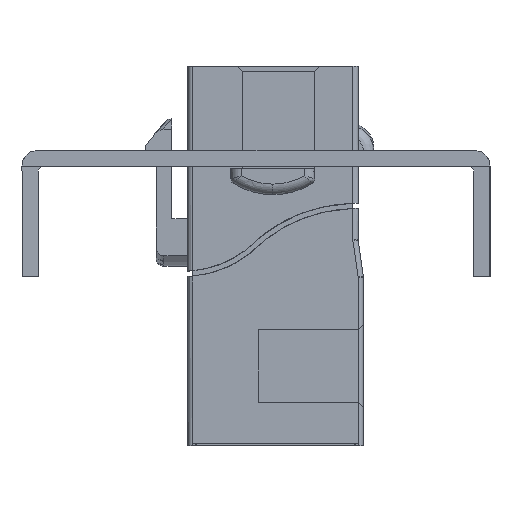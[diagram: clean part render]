
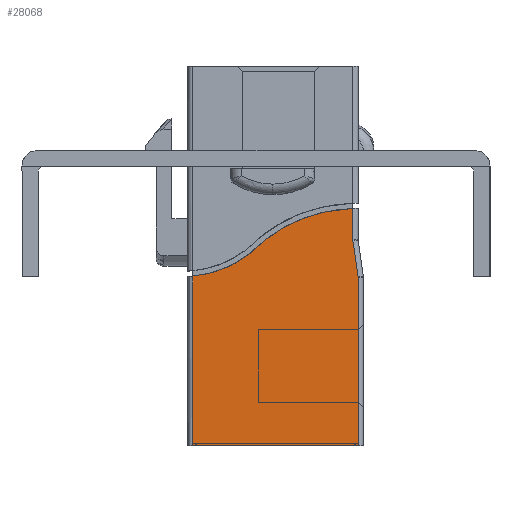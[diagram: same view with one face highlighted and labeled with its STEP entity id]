
A CAD part, left-side view. The second image highlights one B-rep face of the part: STEP entity #28068.
In plain terms, the highlighted planar face has unit normal (-1, 0, 0).
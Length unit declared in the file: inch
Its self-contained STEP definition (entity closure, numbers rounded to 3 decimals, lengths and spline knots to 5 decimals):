
#438 = CARTESIAN_POINT ( 'NONE',  ( -0.2874, 0.00309, 0.08744 ) ) ;
#1644 = CARTESIAN_POINT ( 'NONE',  ( -0.2874, -0.30906, -0.07915 ) ) ;
#1668 = VECTOR ( 'NONE', #9574, 39.37008 ) ;
#2157 = DIRECTION ( 'NONE',  ( 0., 0., -1. ) ) ;
#2753 = CARTESIAN_POINT ( 'NONE',  ( -0.2874, -0.30906, -0.70965 ) ) ;
#3278 = ORIENTED_EDGE ( 'NONE', *, *, #26378, .T. ) ;
#3720 = DIRECTION ( 'NONE',  ( 0., 0., -1. ) ) ;
#3790 = EDGE_CURVE ( 'NONE', #25480, #36724, #6137, .T. ) ;
#4370 = CARTESIAN_POINT ( 'NONE',  ( -0.2874, 0.27455, -0.07058 ) ) ;
#6107 = VECTOR ( 'NONE', #29210, 39.37008 ) ;
#6137 = LINE ( 'NONE', #13523, #42010 ) ;
#6714 = CARTESIAN_POINT ( 'NONE',  ( -0.2874, -0.28937, 0.06144 ) ) ;
#7823 = DIRECTION ( 'NONE',  ( 0., 0., 1. ) ) ;
#7878 = ORIENTED_EDGE ( 'NONE', *, *, #45401, .F. ) ;
#8054 = CARTESIAN_POINT ( 'NONE',  ( -0.2874, 0.06284, 0.03897 ) ) ;
#9574 = DIRECTION ( 'NONE',  ( 0., 0.141, 0.99 ) ) ;
#9736 = ORIENTED_EDGE ( 'NONE', *, *, #36127, .T. ) ;
#10353 = VECTOR ( 'NONE', #3720, 39.37008 ) ;
#11744 = ORIENTED_EDGE ( 'NONE', *, *, #15355, .T. ) ;
#11987 = CARTESIAN_POINT ( 'NONE',  ( -0.2874, 0.30906, -0.07469 ) ) ;
#12397 = VERTEX_POINT ( 'NONE', #2753 ) ;
#12758 = CARTESIAN_POINT ( 'NONE',  ( -0.2874, -0.32874, 0.70965 ) ) ;
#13239 = CARTESIAN_POINT ( 'NONE',  ( -0.2874, 0.30906, -0.70965 ) ) ;
#13523 = CARTESIAN_POINT ( 'NONE',  ( -0.2874, -0.28937, 0.70965 ) ) ;
#13759 = CARTESIAN_POINT ( 'NONE',  ( -0.2874, -0.19902, 0.69111 ) ) ;
#14014 = DIRECTION ( 'NONE',  ( 0., 0., 1. ) ) ;
#14547 = VERTEX_POINT ( 'NONE', #1644 ) ;
#14704 = CARTESIAN_POINT ( 'NONE',  ( -0.2874, -0.28937, 0.17756 ) ) ;
#15355 = EDGE_CURVE ( 'NONE', #31119, #42178, #36781, .T. ) ;
#15444 = CARTESIAN_POINT ( 'NONE',  ( -0.2874, 0.08478, 0.01822 ) ) ;
#15453 = DIRECTION ( 'NONE',  ( -1., 0., 0. ) ) ;
#17935 = CIRCLE ( 'NONE', #45528, 0.03937 ) ;
#19129 = CARTESIAN_POINT ( 'NONE',  ( -0.2874, -0.05586, 0.12275 ) ) ;
#19138 = LINE ( 'NONE', #33980, #24400 ) ;
#19347 = CARTESIAN_POINT ( 'NONE',  ( -0.2874, -0.28937, 0.17756 ) ) ;
#23093 = CARTESIAN_POINT ( 'NONE',  ( -0.2874, 0.04185, 0.05731 ) ) ;
#23343 = DIRECTION ( 'NONE',  ( 0., 0., -1. ) ) ;
#24400 = VECTOR ( 'NONE', #7823, 39.37008 ) ;
#25480 = VERTEX_POINT ( 'NONE', #6714 ) ;
#26378 = EDGE_CURVE ( 'NONE', #42178, #12397, #32909, .T. ) ;
#27493 = CARTESIAN_POINT ( 'NONE',  ( -0.2874, 0.30906, -0.07469 ) ) ;
#28068 = ADVANCED_FACE ( 'NONE', ( #31516 ), #46571, .F. ) ;
#28464 = CARTESIAN_POINT ( 'NONE',  ( -0.2874, -0.32874, -0.70965 ) ) ;
#29124 = CARTESIAN_POINT ( 'NONE',  ( -0.2874, 0.30906, 0.70965 ) ) ;
#29210 = DIRECTION ( 'NONE',  ( 0., -1., 0. ) ) ;
#29756 = CARTESIAN_POINT ( 'NONE',  ( -0.2874, -0.28052, 0.17718 ) ) ;
#30018 = ORIENTED_EDGE ( 'NONE', *, *, #3790, .T. ) ;
#30423 = CARTESIAN_POINT ( 'NONE',  ( -0.2874, -0.28977, 0.05587 ) ) ;
#30489 = CARTESIAN_POINT ( 'NONE',  ( -0.2874, 0.16551, -0.03677 ) ) ;
#31119 = VERTEX_POINT ( 'NONE', #27493 ) ;
#31516 = FACE_OUTER_BOUND ( 'NONE', #38090, .T. ) ;
#32909 = LINE ( 'NONE', #28464, #6107 ) ;
#33838 = EDGE_CURVE ( 'NONE', #12397, #14547, #19138, .T. ) ;
#33980 = CARTESIAN_POINT ( 'NONE',  ( -0.2874, -0.30906, 0.70965 ) ) ;
#34216 = CARTESIAN_POINT ( 'NONE',  ( -0.2874, -0.13319, 0.15358 ) ) ;
#34225 = CARTESIAN_POINT ( 'NONE',  ( -0.2874, -0.32874, 0.06144 ) ) ;
#34799 = ORIENTED_EDGE ( 'NONE', *, *, #33838, .T. ) ;
#35945 = DIRECTION ( 'NONE',  ( 1., 0., 0. ) ) ;
#36027 = ORIENTED_EDGE ( 'NONE', *, *, #44439, .T. ) ;
#36127 = EDGE_CURVE ( 'NONE', #14547, #43326, #47564, .T. ) ;
#36724 = VERTEX_POINT ( 'NONE', #19347 ) ;
#36781 = LINE ( 'NONE', #29124, #10353 ) ;
#37916 = CARTESIAN_POINT ( 'NONE',  ( -0.2874, -0.20331, 0.16953 ) ) ;
#38090 = EDGE_LOOP ( 'NONE', ( #30018, #36027, #11744, #3278, #34799, #9736, #7878 ) ) ;
#38162 = CARTESIAN_POINT ( 'NONE',  ( -0.2874, -0.25623, 0.17568 ) ) ;
#39590 = B_SPLINE_CURVE_WITH_KNOTS ( 'NONE', 3,
 ( #14704, #29756, #38162, #37916, #34216, #19129, #438, #23093, #8054, #15444, #45793, #30489, #45545, #4370, #44832, #11987 ),
 .UNSPECIFIED., .F., .F.,
 ( 4, 1, 1, 1, 1, 1, 1, 1, 1, 1, 1, 1, 1, 4 ),
 ( 0.02686, 0.0625, 0.125, 0.25, 0.375, 0.5, 0.5625, 0.59375, 0.625, 0.6875, 0.75, 0.875, 0.9375, 0.97531 ),
 .UNSPECIFIED. ) ;
#42010 = VECTOR ( 'NONE', #14014, 39.37008 ) ;
#42178 = VERTEX_POINT ( 'NONE', #13239 ) ;
#42506 = AXIS2_PLACEMENT_3D ( 'NONE', #12758, #35945, #2157 ) ;
#43326 = VERTEX_POINT ( 'NONE', #30423 ) ;
#44439 = EDGE_CURVE ( 'NONE', #36724, #31119, #39590, .T. ) ;
#44832 = CARTESIAN_POINT ( 'NONE',  ( -0.2874, 0.29958, -0.07377 ) ) ;
#45401 = EDGE_CURVE ( 'NONE', #25480, #43326, #17935, .T. ) ;
#45528 = AXIS2_PLACEMENT_3D ( 'NONE', #34225, #15453, #23343 ) ;
#45545 = CARTESIAN_POINT ( 'NONE',  ( -0.2874, 0.22101, -0.059 ) ) ;
#45793 = CARTESIAN_POINT ( 'NONE',  ( -0.2874, 0.11488, -0.00536 ) ) ;
#46571 = PLANE ( 'NONE',  #42506 ) ;
#47564 = LINE ( 'NONE', #13759, #1668 ) ;
